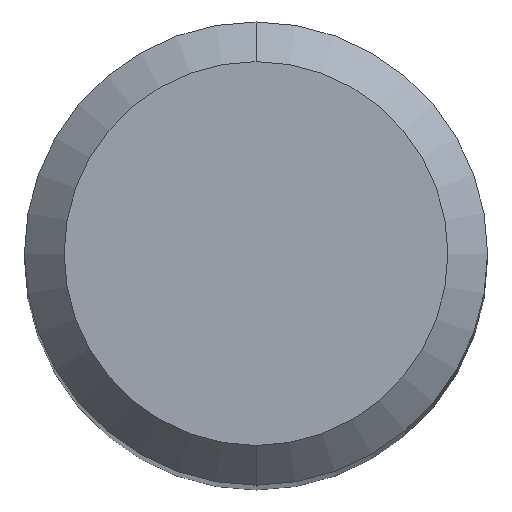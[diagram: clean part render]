
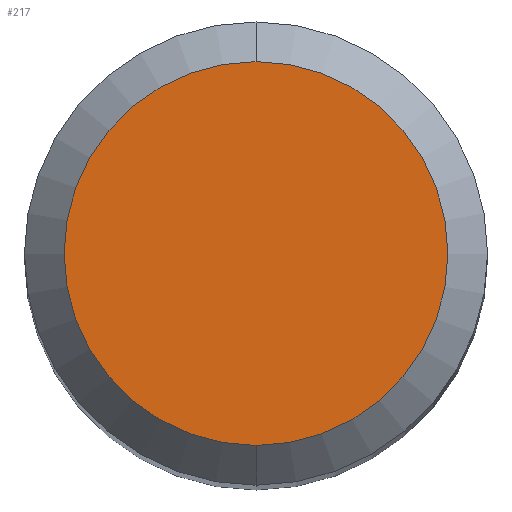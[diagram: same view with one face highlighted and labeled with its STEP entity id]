
A CAD part, top view. The second image highlights one B-rep face of the part: STEP entity #217.
In plain terms, the highlighted planar face has unit normal (0, 0, 1).
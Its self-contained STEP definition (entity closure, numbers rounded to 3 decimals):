
#145=VERTEX_POINT('',#378);
#193=VERTEX_POINT('',#434);
#217=ADVANCED_FACE('',(#458),#459,.T.);
#221=EDGE_CURVE('',#145,#193,#463,.T.);
#265=EDGE_CURVE('',#193,#145,#512,.T.);
#378=CARTESIAN_POINT('',(0.0,1.45,0.0));
#434=CARTESIAN_POINT('',(0.,-1.45,0.0));
#458=FACE_OUTER_BOUND('',#732,.T.);
#459=PLANE('',#733);
#463=CIRCLE('',#739,1.45);
#512=CIRCLE('',#803,1.45);
#732=EDGE_LOOP('',(#1046,#1047));
#733=AXIS2_PLACEMENT_3D('',#1048,#1049,#1050);
#739=AXIS2_PLACEMENT_3D('',#1054,#1055,#1056);
#803=AXIS2_PLACEMENT_3D('',#1112,#1113,#1114);
#1046=ORIENTED_EDGE('',*,*,#221,.F.);
#1047=ORIENTED_EDGE('',*,*,#265,.F.);
#1048=CARTESIAN_POINT('',(0.0,0.725,0.0));
#1049=DIRECTION('',(-0.0,0.0,1.0));
#1050=DIRECTION('',(0.0,-1.0,0.0));
#1054=CARTESIAN_POINT('',(0.0,0.0,0.0));
#1055=DIRECTION('',(0.0,0.0,-1.0));
#1056=DIRECTION('',(0.0,1.0,0.0));
#1112=CARTESIAN_POINT('',(0.0,0.0,0.0));
#1113=DIRECTION('',(0.0,0.0,-1.0));
#1114=DIRECTION('',(0.0,1.0,0.0));
